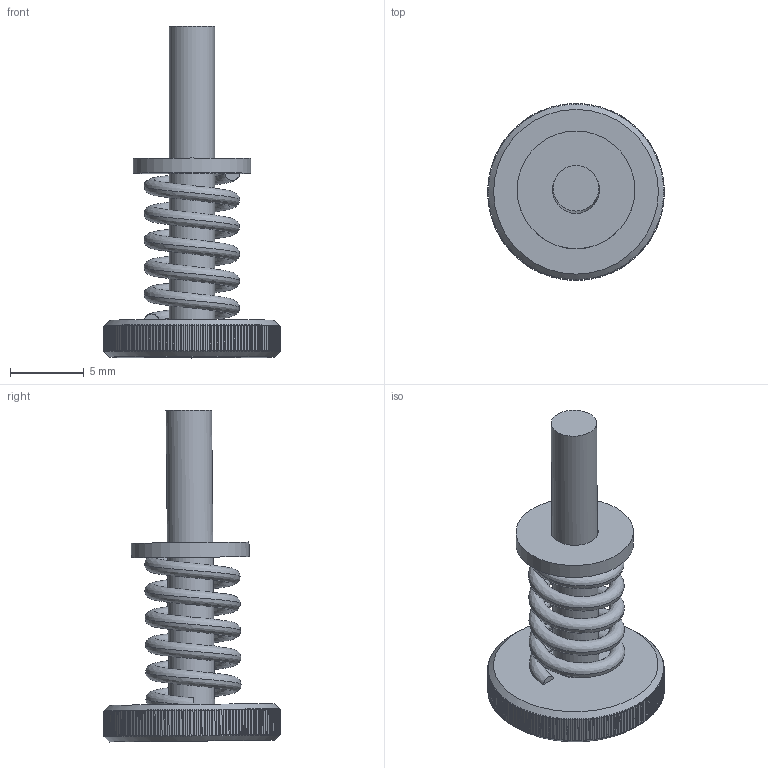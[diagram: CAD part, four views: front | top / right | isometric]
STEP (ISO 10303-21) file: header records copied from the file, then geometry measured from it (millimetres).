
FILE_DESCRIPTION(/* description */ (''),/* implementation_level */ '2;1');
FILE_NAME(/* name */ 'Voron Thumbscrew_v3.step',/* time_stamp */ '2023-05-23T22:33:52-06:00',/* author */ (''),/* organization */ (''),/* preprocessor_version */ 'ST-DEVELOPER v19.2',/* originating_system */ 'Autodesk Translation Framework v12.4.0.73',/* authorisation */ '');
FILE_SCHEMA (('AUTOMOTIVE_DESIGN { 1 0 10303 214 3 1 1 }'));
Length unit declared in the file: millimetre
Products named in the file (4): Voron Thumbscrew; Tensioner Screw; Tensioner Spring; Nylon Washer
Assembly tree (3 placements, depth 2):
  Voron Thumbscrew
    Tensioner Screw
    Tensioner Spring
    Nylon Washer
Bounding box: 12 x 12.02 x 22.57 mm (x, y, z)
Volume: 538.6 mm3; surface area: 944.6 mm2
Topology: 3 solids, 3 shells, 638 faces, 1880 edges, 1253 vertices
Faces by surface type: plane 481, cylinder 153, cone 2, bspline 2
Full cylindrical faces by diameter (mm): 3.1 x1, 3.2 x1, 8 x1
Entity records: 23180 total; most frequent: CARTESIAN_POINT 6613, ORIENTED_EDGE 3760, DIRECTION 3167, EDGE_CURVE 1880, LINE 1261, VECTOR 1261, VERTEX_POINT 1253, AXIS2_PLACEMENT_3D 953
